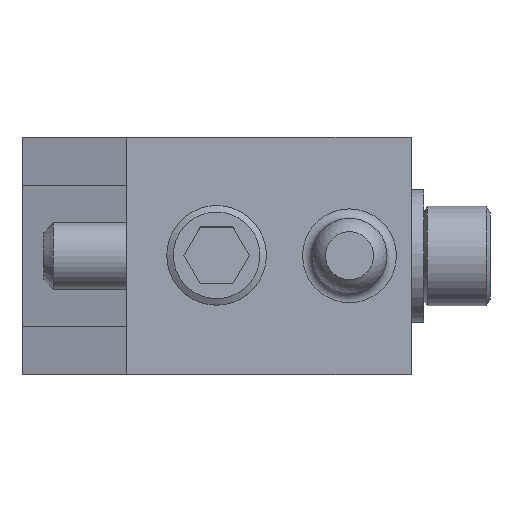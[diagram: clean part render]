
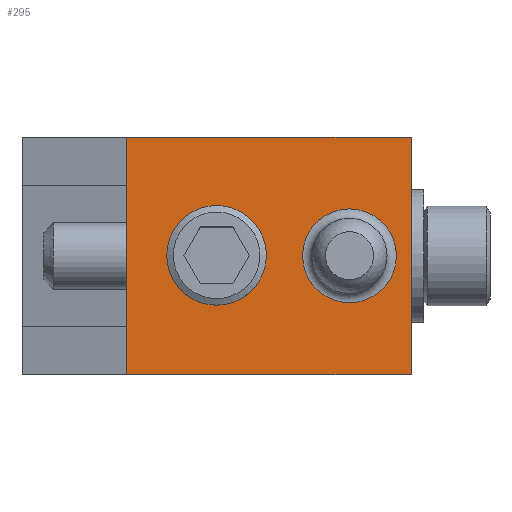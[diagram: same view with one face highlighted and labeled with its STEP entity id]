
A CAD part, top view. The second image highlights one B-rep face of the part: STEP entity #295.
In plain terms, the highlighted face is planar.
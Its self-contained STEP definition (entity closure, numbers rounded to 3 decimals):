
#295 = ADVANCED_FACE( '', ( #378, #379 ), #380, .F. );
#378 = FACE_BOUND( '', #510, .T. );
#379 = FACE_OUTER_BOUND( '', #511, .T. );
#380 = PLANE( '', #512 );
#510 = EDGE_LOOP( '', ( #760 ) );
#511 = EDGE_LOOP( '', ( #761, #762, #763, #764 ) );
#512 = AXIS2_PLACEMENT_3D( '', #765, #766, #767 );
#760 = ORIENTED_EDGE( '', *, *, #1038, .T. );
#761 = ORIENTED_EDGE( '', *, *, #1039, .T. );
#762 = ORIENTED_EDGE( '', *, *, #1040, .F. );
#763 = ORIENTED_EDGE( '', *, *, #1041, .F. );
#764 = ORIENTED_EDGE( '', *, *, #1042, .T. );
#765 = CARTESIAN_POINT( '', ( -30., -25., -15. ) );
#766 = DIRECTION( '', ( 0., 0., 1. ) );
#767 = DIRECTION( '', ( 1., 0., 0. ) );
#1038 = EDGE_CURVE( '', #1185, #1185, #1186, .T. );
#1039 = EDGE_CURVE( '', #1187, #1188, #1189, .T. );
#1040 = EDGE_CURVE( '', #1190, #1188, #1191, .T. );
#1041 = EDGE_CURVE( '', #1192, #1190, #1193, .T. );
#1042 = EDGE_CURVE( '', #1192, #1187, #1194, .T. );
#1185 = VERTEX_POINT( '', #1422 );
#1186 = CIRCLE( '', #1423, 9.887 );
#1187 = VERTEX_POINT( '', #1424 );
#1188 = VERTEX_POINT( '', #1425 );
#1189 = LINE( '', #1426, #1427 );
#1190 = VERTEX_POINT( '', #1428 );
#1191 = LINE( '', #1429, #1430 );
#1192 = VERTEX_POINT( '', #1431 );
#1193 = LINE( '', #1432, #1433 );
#1194 = LINE( '', #1434, #1435 );
#1422 = CARTESIAN_POINT( '', ( -7.113, 0., -15. ) );
#1423 = AXIS2_PLACEMENT_3D( '', #1642, #1643, #1644 );
#1424 = CARTESIAN_POINT( '', ( -30., 25., -15. ) );
#1425 = CARTESIAN_POINT( '', ( 30., 25., -15. ) );
#1426 = CARTESIAN_POINT( '', ( -30., 25., -15. ) );
#1427 = VECTOR( '', #1645, 1000. );
#1428 = CARTESIAN_POINT( '', ( 30., -25., -15. ) );
#1429 = CARTESIAN_POINT( '', ( 30., -25., -15. ) );
#1430 = VECTOR( '', #1646, 1000. );
#1431 = CARTESIAN_POINT( '', ( -30., -25., -15. ) );
#1432 = CARTESIAN_POINT( '', ( -30., -25., -15. ) );
#1433 = VECTOR( '', #1647, 1000. );
#1434 = CARTESIAN_POINT( '', ( -30., -25., -15. ) );
#1435 = VECTOR( '', #1648, 1000. );
#1642 = CARTESIAN_POINT( '', ( -17., 0., -15. ) );
#1643 = DIRECTION( '', ( 0., 0., 1. ) );
#1644 = DIRECTION( '', ( 1., 0., 0. ) );
#1645 = DIRECTION( '', ( 1., 0., 0. ) );
#1646 = DIRECTION( '', ( 0., 1., 0. ) );
#1647 = DIRECTION( '', ( 1., 0., 0. ) );
#1648 = DIRECTION( '', ( 0., 1., 0. ) );
